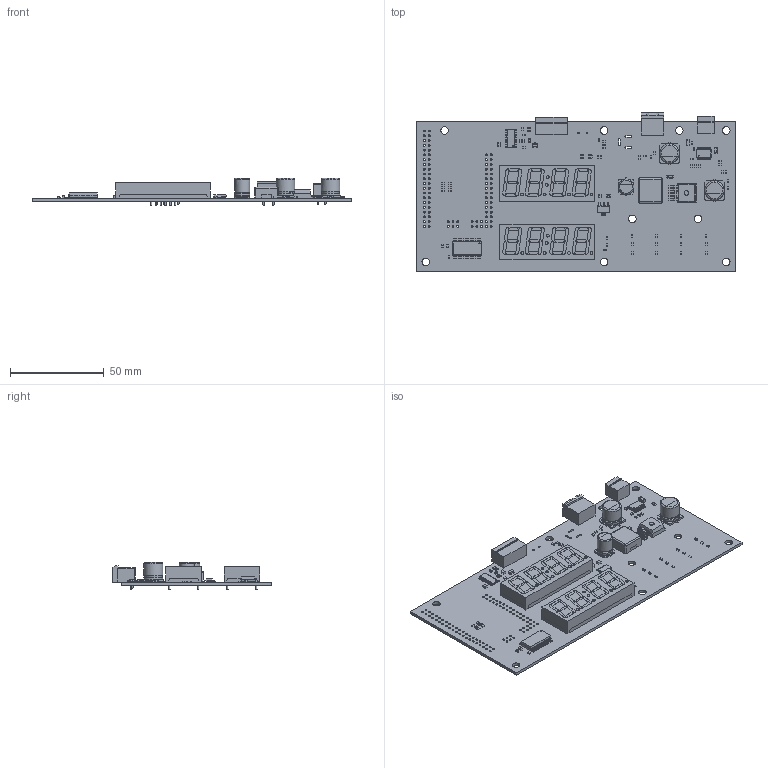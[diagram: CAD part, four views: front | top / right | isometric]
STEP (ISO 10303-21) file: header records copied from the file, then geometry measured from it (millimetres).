
FILE_DESCRIPTION(('KiCad electronic assembly'),'2;1');
FILE_NAME('UMTK.step','2024-08-30T22:16:20',('Pcbnew'),('Kicad'), 'Open CASCADE STEP processor 7.8','KiCad to STEP converter','Unknown' );
FILE_SCHEMA(('AUTOMOTIVE_DESIGN { 1 0 10303 214 1 1 1 1 }'));
Length unit declared in the file: millimetre
Products named in the file (42): UMTK 1; PhoenixContact_MC_1,5_2-G-3.81_1x02_P3.81mm_Horizontal; MC_01x02_G_3_81mm; C_0805_2012Metric; C_0603_1608Metric; R_0603_1608Metric; D_SOD-523; D_SOD_523; SOIC-24W_7.5x15.4mm_P1.27mm; SOIC_24W_75x154mm_P127mm; TO-263-5_TabPin3; CQ assembly; SOT-363_SC-70-6; SOT_363_SC_70_6; C_1206_3216Metric; CP_Elec_10x10.5; CP_Elec_10x105; SOT-223; SOT_223; SOP-16_3.9x9.9mm_P1.27mm; CA56-12EWA; Body_sp; CP_Elec_8x10.5; CP_Elec_8x105; D_SOD-123; D_SOD_123; HTSSOP-24-1EP_4.4x7.8mm_P0.65mm_EP3.4x7.8mm_Mask2.4x4.68mm; HTSSOP_24_1EP_44x78mm_P065mm_EP34x78mm_Mask24x468mm; SOT-23; SOT_23; PhoenixContact_MC_1,5_4-G-3.81_1x04_P3.81mm_Horizontal; MC_01x04_G_3_81mm; PhoenixContact_MSTBA_2,5_2-G-5,08_1x02_P5.08mm_Horizontal; MSTBA_01x02_G_5_08mm; L_Sunlord_MWSA1206S-101; UMTK_PCB
Assembly tree (98 placements, depth 3):
  UMTK 1
    PhoenixContact_MC_1,5_2-G-3.81_1x02_P3.81mm_Horizontal
      MC_01x02_G_3_81mm
    C_0805_2012Metric  x5
      C_0805_2012Metric
    C_0603_1608Metric  x14
      C_0603_1608Metric
    R_0603_1608Metric  x36
      R_0603_1608Metric
    D_SOD-523  x2
      D_SOD_523
    SOIC-24W_7.5x15.4mm_P1.27mm
      SOIC_24W_75x154mm_P127mm
    TO-263-5_TabPin3
      CQ assembly
    SOT-363_SC-70-6  x2
      SOT_363_SC_70_6
    C_1206_3216Metric  x2
      C_1206_3216Metric
    CP_Elec_10x10.5  x2
      CP_Elec_10x105
    SOT-223
      SOT_223
    SOP-16_3.9x9.9mm_P1.27mm
      SOP-16_3.9x9.9mm_P1.27mm
    CA56-12EWA  x2
      Body_sp
    CP_Elec_8x10.5
      CP_Elec_8x105
    D_SOD-123
      D_SOD_123
    HTSSOP-24-1EP_4.4x7.8mm_P0.65mm_EP3.4x7.8mm_Mask2.4x4.68mm
      HTSSOP_24_1EP_44x78mm_P065mm_EP34x78mm_Mask24x468mm
    SOT-23
      SOT_23
    PhoenixContact_MC_1,5_4-G-3.81_1x04_P3.81mm_Horizontal
      MC_01x04_G_3_81mm
    PhoenixContact_MSTBA_2,5_2-G-5,08_1x02_P5.08mm_Horizontal
      MSTBA_01x02_G_5_08mm
    L_Sunlord_MWSA1206S-101
      CQ assembly
    UMTK_PCB
Bounding box: 170 x 84.51 x 14.5 mm (x, y, z)
Volume: 42952.1 mm3; surface area: 42158.9 mm2
Topology: 86 solids, 86 shells, 4277 faces, 11006 edges, 7064 vertices
Faces by surface type: plane 2821, cylinder 1170, bspline 267, torus 12, sphere 4, revolution 3
Full cylindrical faces by diameter (mm): 0.3 x18, 0.4 x1, 0.6 x1, 0.8 x24, 0.9 x2, 1 x24, 1.016 x86, 1.2 x6, 1.4 x2, 1.5 x12, 2.5 x1, 4 x9, 8 x2, 10 x4
Entity records: 90559 total; most frequent: CARTESIAN_POINT 14199, ORIENTED_EDGE 12722, DIRECTION 12030, EDGE_CURVE 6361, LINE 4904, VECTOR 4904, VERTEX_POINT 4043, AXIS2_PLACEMENT_3D 3562
